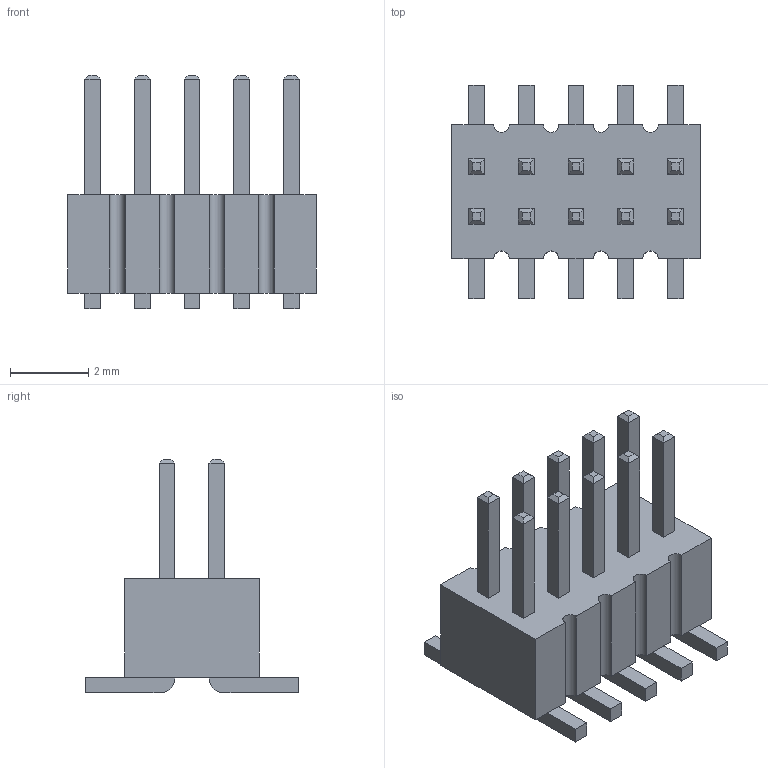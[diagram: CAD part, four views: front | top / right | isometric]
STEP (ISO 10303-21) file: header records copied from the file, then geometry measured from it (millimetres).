
FILE_DESCRIPTION(('FreeCAD Model'),'2;1');
FILE_NAME('Part021_cp.step','2019-08-10T09:29:51',('kicad StepUp'),( 'ksu MCAD'),'Open CASCADE STEP processor 7.3','FreeCAD','Unknown');
FILE_SCHEMA(('AUTOMOTIVE_DESIGN { 1 0 10303 214 1 1 1 1 }'));
Length unit declared in the file: millimetre
Products named in the file (1): Part021_cp
Bounding box: 6.35 x 5.45 x 5.97 mm (x, y, z)
Volume: 58 mm3; surface area: 223.1 mm2
Topology: 21 solids, 21 shells, 232 faces, 530 edges, 340 vertices
Faces by surface type: plane 214, cylinder 18
Entity records: 8008 total; most frequent: CARTESIAN_POINT 1103, ORIENTED_EDGE 1060, DIRECTION 1032, EDGE_CURVE 530, LINE 494, VECTOR 494, VERTEX_POINT 340, AXIS2_PLACEMENT_3D 269
